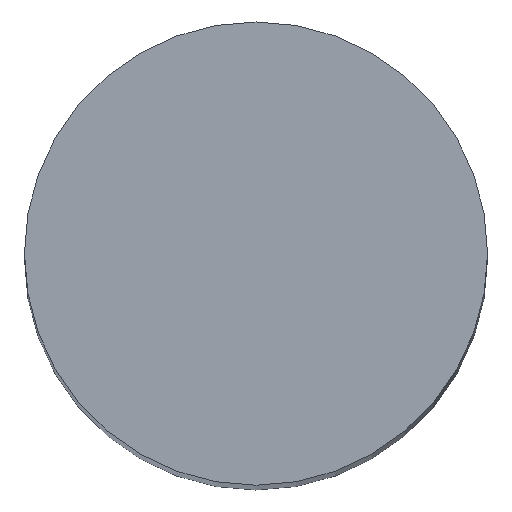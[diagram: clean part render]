
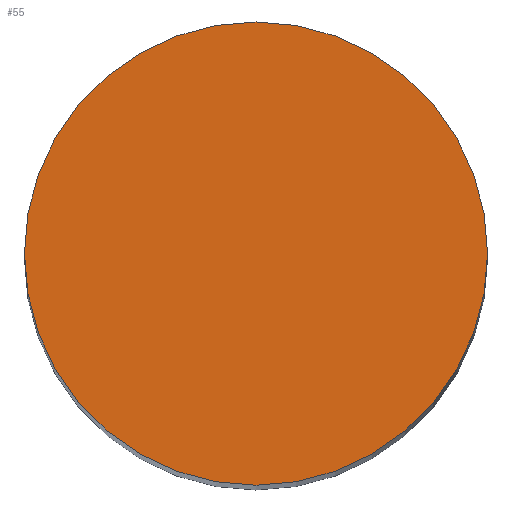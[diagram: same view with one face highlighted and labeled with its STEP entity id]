
A CAD part, top view. The second image highlights one B-rep face of the part: STEP entity #55.
In plain terms, the highlighted planar face has unit normal (0, 0, 1).
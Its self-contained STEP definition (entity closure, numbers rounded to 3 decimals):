
#16 = DIRECTION ( 'NONE',  ( 1., 0., 0. ) ) ;
#20 = EDGE_CURVE ( 'NONE', #102, #175, #135, .T. ) ;
#21 = CARTESIAN_POINT ( 'NONE',  ( -50., 0., 590. ) ) ;
#22 = EDGE_LOOP ( 'NONE', ( #74, #67 ) ) ;
#38 = CARTESIAN_POINT ( 'NONE',  ( 50., 0., 590. ) ) ;
#42 = PLANE ( 'NONE',  #104 ) ;
#44 = CIRCLE ( 'NONE', #143, 50. ) ;
#49 = CARTESIAN_POINT ( 'NONE',  ( 0., 0., 590. ) ) ;
#55 = ADVANCED_FACE ( 'NONE', ( #159 ), #42, .T. ) ;
#64 = DIRECTION ( 'NONE',  ( 0., 0., 1. ) ) ;
#66 = DIRECTION ( 'NONE',  ( 0., 0., 1. ) ) ;
#67 = ORIENTED_EDGE ( 'NONE', *, *, #96, .T. ) ;
#74 = ORIENTED_EDGE ( 'NONE', *, *, #20, .T. ) ;
#84 = AXIS2_PLACEMENT_3D ( 'NONE', #95, #66, #16 ) ;
#95 = CARTESIAN_POINT ( 'NONE',  ( 0., 0., 590. ) ) ;
#96 = EDGE_CURVE ( 'NONE', #175, #102, #44, .T. ) ;
#102 = VERTEX_POINT ( 'NONE', #21 ) ;
#104 = AXIS2_PLACEMENT_3D ( 'NONE', #132, #64, #158 ) ;
#110 = DIRECTION ( 'NONE',  ( 0., 0., 1. ) ) ;
#132 = CARTESIAN_POINT ( 'NONE',  ( 0., 0., 590. ) ) ;
#135 = CIRCLE ( 'NONE', #84, 50. ) ;
#143 = AXIS2_PLACEMENT_3D ( 'NONE', #49, #110, #163 ) ;
#158 = DIRECTION ( 'NONE',  ( 1., 0., 0. ) ) ;
#159 = FACE_OUTER_BOUND ( 'NONE', #22, .T. ) ;
#163 = DIRECTION ( 'NONE',  ( 1., 0., 0. ) ) ;
#175 = VERTEX_POINT ( 'NONE', #38 ) ;
